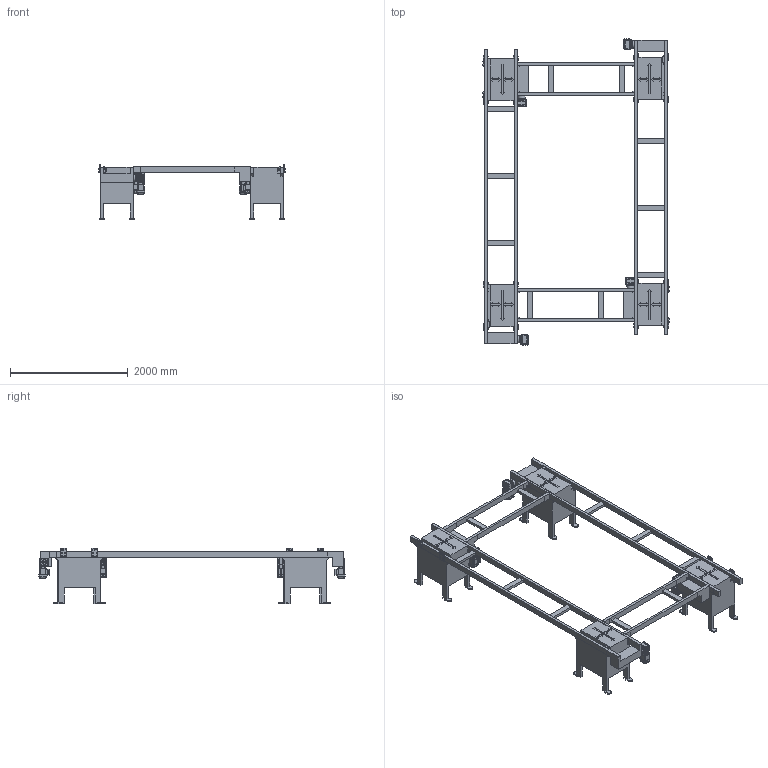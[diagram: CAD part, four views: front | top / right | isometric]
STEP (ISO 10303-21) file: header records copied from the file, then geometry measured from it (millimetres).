
FILE_DESCRIPTION(('STEP AP203'),'1');
FILE_NAME('TRM-536-536-01.stp','2025-08-04T09:27:02',(' '),(' '),'Spatial InterOp 3D',' ',' ');
FILE_SCHEMA(('CONFIG_CONTROL_DESIGN'));
Length unit declared in the file: millimetre
Products named in the file (1): TRM-536-536-01
Bounding box: 3171.2 x 5193.32 x 933.5 mm (x, y, z)
Surface area: 23562936.5 mm2 (no closed solid volume)
Topology: 0 solids, 165 shells, 2678 faces, 10052 edges, 7380 vertices
Faces by surface type: plane 1721, cylinder 646, cone 151, bspline 132, sphere 16, revolution 12
Full cylindrical faces by diameter (mm): 9 x30, 11 x32, 11.5 x2, 13 x22, 14 x6, 16 x35, 20 x4, 28 x4, 30 x4, 120 x8
Entity records: 114302 total; most frequent: CARTESIAN_POINT 30363, DIRECTION 17045, ORIENTED_EDGE 16237, EDGE_CURVE 9850, VERTEX_POINT 7345, LINE 6547, VECTOR 6547, AXIS2_PLACEMENT_3D 5243
